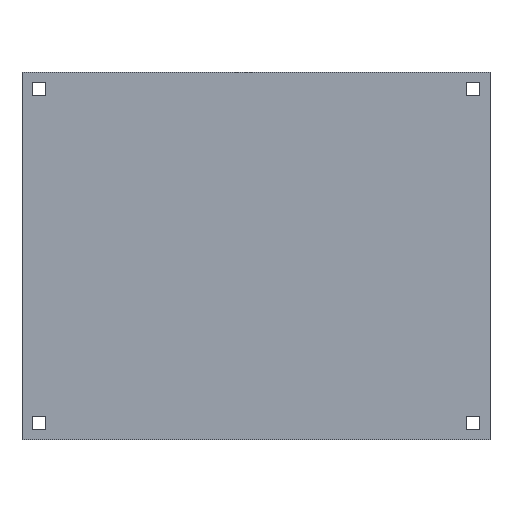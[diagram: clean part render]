
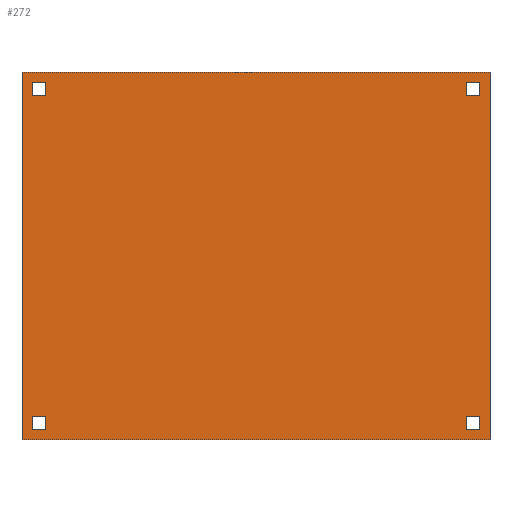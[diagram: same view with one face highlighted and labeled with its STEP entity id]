
A CAD part, top view. The second image highlights one B-rep face of the part: STEP entity #272.
In plain terms, the highlighted planar face has unit normal (0, 0, 1).
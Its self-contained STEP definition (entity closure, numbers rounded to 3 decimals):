
#24 = VERTEX_POINT('',#25);
#25 = CARTESIAN_POINT('',(35.,55.,1.5));
#31 = EDGE_CURVE('',#24,#32,#34,.T.);
#32 = VERTEX_POINT('',#33);
#33 = CARTESIAN_POINT('',(-35.,55.,1.5));
#34 = LINE('',#35,#36);
#35 = CARTESIAN_POINT('',(35.,55.,1.5));
#36 = VECTOR('',#37,1.);
#37 = DIRECTION('',(-1.,0.,0.));
#64 = VERTEX_POINT('',#65);
#65 = CARTESIAN_POINT('',(35.,0.,1.5));
#71 = EDGE_CURVE('',#64,#24,#72,.T.);
#72 = LINE('',#73,#74);
#73 = CARTESIAN_POINT('',(35.,0.,1.5));
#74 = VECTOR('',#75,1.);
#75 = DIRECTION('',(0.,1.,0.));
#93 = EDGE_CURVE('',#32,#94,#96,.T.);
#94 = VERTEX_POINT('',#95);
#95 = CARTESIAN_POINT('',(-35.,0.,1.5));
#96 = LINE('',#97,#98);
#97 = CARTESIAN_POINT('',(-35.,55.,1.5));
#98 = VECTOR('',#99,1.);
#99 = DIRECTION('',(0.,-1.,0.));
#272 = ADVANCED_FACE('',(#273,#284,#318,#352,#386),#420,.T.);
#273 = FACE_BOUND('',#274,.T.);
#274 = EDGE_LOOP('',(#275,#276,#277,#283));
#275 = ORIENTED_EDGE('',*,*,#31,.T.);
#276 = ORIENTED_EDGE('',*,*,#93,.T.);
#277 = ORIENTED_EDGE('',*,*,#278,.T.);
#278 = EDGE_CURVE('',#94,#64,#279,.T.);
#279 = LINE('',#280,#281);
#280 = CARTESIAN_POINT('',(-35.,0.,1.5));
#281 = VECTOR('',#282,1.);
#282 = DIRECTION('',(1.,0.,0.));
#283 = ORIENTED_EDGE('',*,*,#71,.T.);
#284 = FACE_BOUND('',#285,.T.);
#285 = EDGE_LOOP('',(#286,#296,#304,#312));
#286 = ORIENTED_EDGE('',*,*,#287,.F.);
#287 = EDGE_CURVE('',#288,#290,#292,.T.);
#288 = VERTEX_POINT('',#289);
#289 = CARTESIAN_POINT('',(-33.5,1.5,1.5));
#290 = VERTEX_POINT('',#291);
#291 = CARTESIAN_POINT('',(-31.5,1.5,1.5));
#292 = LINE('',#293,#294);
#293 = CARTESIAN_POINT('',(-33.5,1.5,1.5));
#294 = VECTOR('',#295,1.);
#295 = DIRECTION('',(1.,0.,0.));
#296 = ORIENTED_EDGE('',*,*,#297,.F.);
#297 = EDGE_CURVE('',#298,#288,#300,.T.);
#298 = VERTEX_POINT('',#299);
#299 = CARTESIAN_POINT('',(-33.5,3.5,1.5));
#300 = LINE('',#301,#302);
#301 = CARTESIAN_POINT('',(-33.5,3.5,1.5));
#302 = VECTOR('',#303,1.);
#303 = DIRECTION('',(0.,-1.,0.));
#304 = ORIENTED_EDGE('',*,*,#305,.F.);
#305 = EDGE_CURVE('',#306,#298,#308,.T.);
#306 = VERTEX_POINT('',#307);
#307 = CARTESIAN_POINT('',(-31.5,3.5,1.5));
#308 = LINE('',#309,#310);
#309 = CARTESIAN_POINT('',(-31.5,3.5,1.5));
#310 = VECTOR('',#311,1.);
#311 = DIRECTION('',(-1.,0.,0.));
#312 = ORIENTED_EDGE('',*,*,#313,.F.);
#313 = EDGE_CURVE('',#290,#306,#314,.T.);
#314 = LINE('',#315,#316);
#315 = CARTESIAN_POINT('',(-31.5,1.5,1.5));
#316 = VECTOR('',#317,1.);
#317 = DIRECTION('',(0.,1.,0.));
#318 = FACE_BOUND('',#319,.T.);
#319 = EDGE_LOOP('',(#320,#330,#338,#346));
#320 = ORIENTED_EDGE('',*,*,#321,.F.);
#321 = EDGE_CURVE('',#322,#324,#326,.T.);
#322 = VERTEX_POINT('',#323);
#323 = CARTESIAN_POINT('',(31.5,1.5,1.5));
#324 = VERTEX_POINT('',#325);
#325 = CARTESIAN_POINT('',(33.5,1.5,1.5));
#326 = LINE('',#327,#328);
#327 = CARTESIAN_POINT('',(31.5,1.5,1.5));
#328 = VECTOR('',#329,1.);
#329 = DIRECTION('',(1.,0.,0.));
#330 = ORIENTED_EDGE('',*,*,#331,.F.);
#331 = EDGE_CURVE('',#332,#322,#334,.T.);
#332 = VERTEX_POINT('',#333);
#333 = CARTESIAN_POINT('',(31.5,3.5,1.5));
#334 = LINE('',#335,#336);
#335 = CARTESIAN_POINT('',(31.5,3.5,1.5));
#336 = VECTOR('',#337,1.);
#337 = DIRECTION('',(0.,-1.,0.));
#338 = ORIENTED_EDGE('',*,*,#339,.F.);
#339 = EDGE_CURVE('',#340,#332,#342,.T.);
#340 = VERTEX_POINT('',#341);
#341 = CARTESIAN_POINT('',(33.5,3.5,1.5));
#342 = LINE('',#343,#344);
#343 = CARTESIAN_POINT('',(33.5,3.5,1.5));
#344 = VECTOR('',#345,1.);
#345 = DIRECTION('',(-1.,0.,0.));
#346 = ORIENTED_EDGE('',*,*,#347,.F.);
#347 = EDGE_CURVE('',#324,#340,#348,.T.);
#348 = LINE('',#349,#350);
#349 = CARTESIAN_POINT('',(33.5,1.5,1.5));
#350 = VECTOR('',#351,1.);
#351 = DIRECTION('',(0.,1.,0.));
#352 = FACE_BOUND('',#353,.T.);
#353 = EDGE_LOOP('',(#354,#364,#372,#380));
#354 = ORIENTED_EDGE('',*,*,#355,.F.);
#355 = EDGE_CURVE('',#356,#358,#360,.T.);
#356 = VERTEX_POINT('',#357);
#357 = CARTESIAN_POINT('',(-31.5,53.5,1.5));
#358 = VERTEX_POINT('',#359);
#359 = CARTESIAN_POINT('',(-33.5,53.5,1.5));
#360 = LINE('',#361,#362);
#361 = CARTESIAN_POINT('',(-31.5,53.5,1.5));
#362 = VECTOR('',#363,1.);
#363 = DIRECTION('',(-1.,0.,0.));
#364 = ORIENTED_EDGE('',*,*,#365,.F.);
#365 = EDGE_CURVE('',#366,#356,#368,.T.);
#366 = VERTEX_POINT('',#367);
#367 = CARTESIAN_POINT('',(-31.5,51.5,1.5));
#368 = LINE('',#369,#370);
#369 = CARTESIAN_POINT('',(-31.5,51.5,1.5));
#370 = VECTOR('',#371,1.);
#371 = DIRECTION('',(0.,1.,0.));
#372 = ORIENTED_EDGE('',*,*,#373,.F.);
#373 = EDGE_CURVE('',#374,#366,#376,.T.);
#374 = VERTEX_POINT('',#375);
#375 = CARTESIAN_POINT('',(-33.5,51.5,1.5));
#376 = LINE('',#377,#378);
#377 = CARTESIAN_POINT('',(-33.5,51.5,1.5));
#378 = VECTOR('',#379,1.);
#379 = DIRECTION('',(1.,0.,0.));
#380 = ORIENTED_EDGE('',*,*,#381,.F.);
#381 = EDGE_CURVE('',#358,#374,#382,.T.);
#382 = LINE('',#383,#384);
#383 = CARTESIAN_POINT('',(-33.5,53.5,1.5));
#384 = VECTOR('',#385,1.);
#385 = DIRECTION('',(0.,-1.,0.));
#386 = FACE_BOUND('',#387,.T.);
#387 = EDGE_LOOP('',(#388,#398,#406,#414));
#388 = ORIENTED_EDGE('',*,*,#389,.F.);
#389 = EDGE_CURVE('',#390,#392,#394,.T.);
#390 = VERTEX_POINT('',#391);
#391 = CARTESIAN_POINT('',(33.5,53.5,1.5));
#392 = VERTEX_POINT('',#393);
#393 = CARTESIAN_POINT('',(31.5,53.5,1.5));
#394 = LINE('',#395,#396);
#395 = CARTESIAN_POINT('',(33.5,53.5,1.5));
#396 = VECTOR('',#397,1.);
#397 = DIRECTION('',(-1.,0.,0.));
#398 = ORIENTED_EDGE('',*,*,#399,.F.);
#399 = EDGE_CURVE('',#400,#390,#402,.T.);
#400 = VERTEX_POINT('',#401);
#401 = CARTESIAN_POINT('',(33.5,51.5,1.5));
#402 = LINE('',#403,#404);
#403 = CARTESIAN_POINT('',(33.5,51.5,1.5));
#404 = VECTOR('',#405,1.);
#405 = DIRECTION('',(0.,1.,0.));
#406 = ORIENTED_EDGE('',*,*,#407,.F.);
#407 = EDGE_CURVE('',#408,#400,#410,.T.);
#408 = VERTEX_POINT('',#409);
#409 = CARTESIAN_POINT('',(31.5,51.5,1.5));
#410 = LINE('',#411,#412);
#411 = CARTESIAN_POINT('',(31.5,51.5,1.5));
#412 = VECTOR('',#413,1.);
#413 = DIRECTION('',(1.,0.,0.));
#414 = ORIENTED_EDGE('',*,*,#415,.F.);
#415 = EDGE_CURVE('',#392,#408,#416,.T.);
#416 = LINE('',#417,#418);
#417 = CARTESIAN_POINT('',(31.5,53.5,1.5));
#418 = VECTOR('',#419,1.);
#419 = DIRECTION('',(0.,-1.,0.));
#420 = PLANE('',#421);
#421 = AXIS2_PLACEMENT_3D('',#422,#423,#424);
#422 = CARTESIAN_POINT('',(0.,27.5,1.5));
#423 = DIRECTION('',(0.,0.,1.));
#424 = DIRECTION('',(1.,0.,0.));
